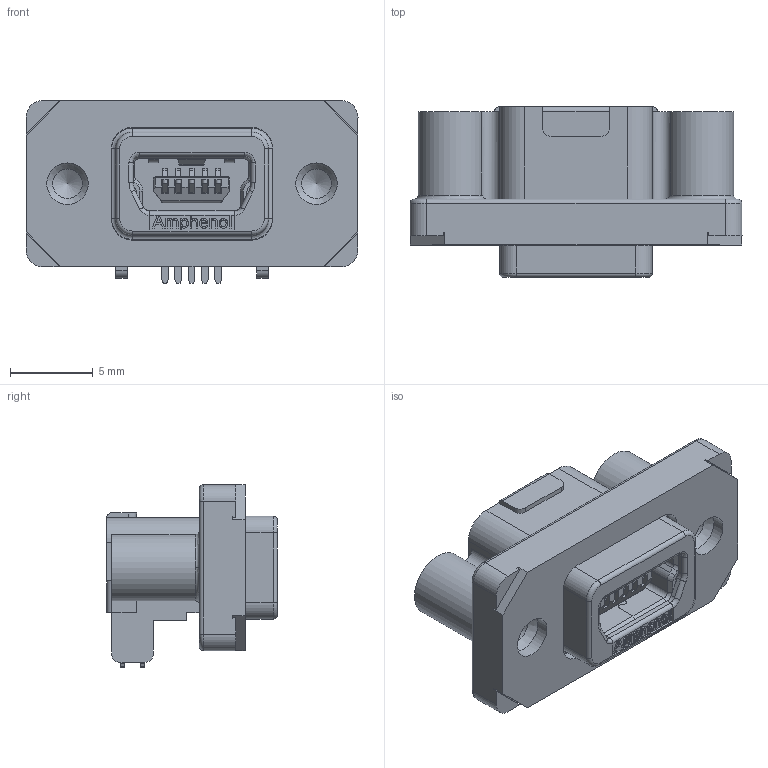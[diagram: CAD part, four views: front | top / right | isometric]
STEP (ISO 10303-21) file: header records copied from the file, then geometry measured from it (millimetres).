
FILE_DESCRIPTION(('STEP AP214'), '1');
FILE_NAME('M-MUSB-B151-34-REVG2-norm', '', ('UNSPECIFIED'), ('UNSPECIFIED'), 'ASCON STEP Converter 1.3', 'ASCON Math Kernel', '');
FILE_SCHEMA(('AUTOMOTIVE_DESIGN { 1 0 10303 214 3 1 1}'));
Length unit declared in the file: millimetre
Assembly tree (1 placements, depth 2):
  (unnamed)
    (unnamed)
Bounding box: 20 x 10.28 x 11 mm (x, y, z)
Surface area: 1656 mm2 (no closed solid volume)
Topology: 0 solids, 2 shells, 648 faces, 1812 edges, 1169 vertices
Faces by surface type: plane 390, cylinder 175, bspline 63, cone 12, torus 8
Full cylindrical faces by diameter (mm): 1.778 x2, 2.5 x2
Entity records: 33841 total; most frequent: CARTESIAN_POINT 12175, ORIENTED_EDGE 3602, DIRECTION 3162, EDGE_CURVE 1803, LINE 1266, VECTOR 1266, VERTEX_POINT 1167, AXIS2_PLACEMENT_3D 948
